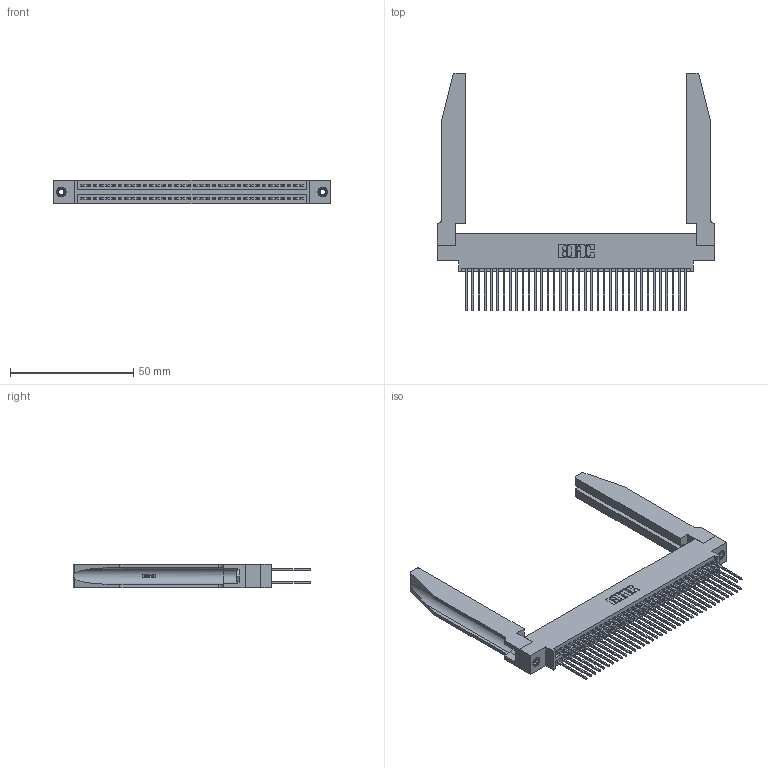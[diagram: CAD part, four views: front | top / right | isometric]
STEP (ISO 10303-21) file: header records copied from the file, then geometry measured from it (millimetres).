
FILE_DESCRIPTION (( 'STEP AP203' ), '1' );
FILE_NAME ('395-072-542-878.STEP', '2019-10-24T12:35:01', ( '' ), ( '' ), 'SwSTEP 2.0', 'SolidWorks 2016', '' );
FILE_SCHEMA (( 'CONFIG_CONTROL_DESIGN' ));
Length unit declared in the file: inch
Products named in the file (5): 345 Part_0.170 Offset - 0.156 Dia-TH; 345-292-001_345-293-142; 345-250-001_345-250-001-102; 345-220-078_345-220-078; 395-072-542-878
Assembly tree (77 placements, depth 2):
  395-072-542-878
    345 Part_0.170 Offset - 0.156 Dia-TH
    345-292-001_345-293-142  x72
    345-250-001_345-250-001-102  x2
    345-220-078_345-220-078  x2
Bounding box: 112.67 x 96.57 x 9.4 mm (x, y, z)
Volume: 18882.3 mm3; surface area: 24859.4 mm2
Topology: 77 solids, 77 shells, 3964 faces, 11689 edges, 7686 vertices
Faces by surface type: plane 2602, cylinder 1310, bspline 36, cone 12, torus 4
Entity records: 33944 total; most frequent: CARTESIAN_POINT 6615, ORIENTED_EDGE 5446, DIRECTION 4833, EDGE_CURVE 2723, LINE 2353, VECTOR 2353, VERTEX_POINT 1808, AXIS2_PLACEMENT_3D 1240
